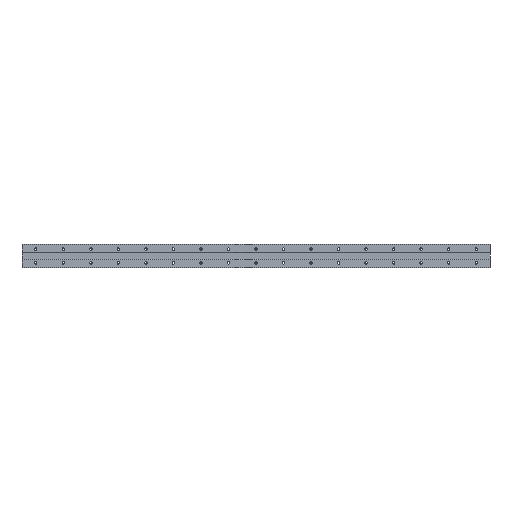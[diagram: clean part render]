
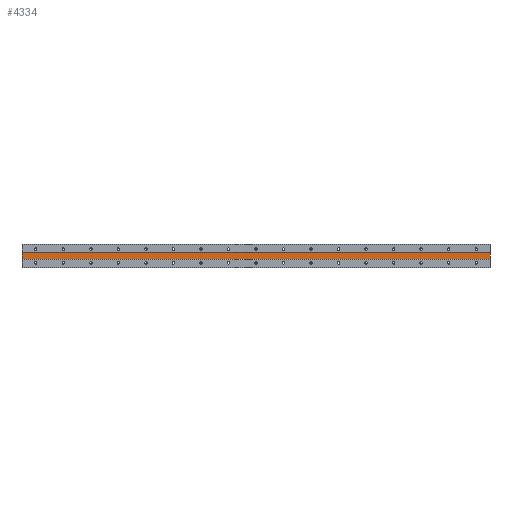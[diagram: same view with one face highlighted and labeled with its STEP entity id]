
A CAD part, front view. The second image highlights one B-rep face of the part: STEP entity #4334.
In plain terms, the highlighted planar face has unit normal (0, -1, 0).
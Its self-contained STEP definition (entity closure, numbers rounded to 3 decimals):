
#18 = CARTESIAN_POINT ( 'NONE',  ( 1320., 1., 34.482 ) ) ;
#25 = CARTESIAN_POINT ( 'NONE',  ( -40., 1., -10. ) ) ;
#29 = CARTESIAN_POINT ( 'NONE',  ( 1320., 1., 10. ) ) ;
#261 = DIRECTION ( 'NONE',  ( 0., 1., 0. ) ) ;
#394 = VECTOR ( 'NONE', #5516, 1000. ) ;
#470 = LINE ( 'NONE', #18, #3189 ) ;
#637 = LINE ( 'NONE', #29, #5571 ) ;
#664 = VERTEX_POINT ( 'NONE', #5260 ) ;
#935 = EDGE_LOOP ( 'NONE', ( #1697, #3628, #6121, #3087 ) ) ;
#1002 = EDGE_CURVE ( 'NONE', #2604, #3539, #470, .T. ) ;
#1051 = LINE ( 'NONE', #5054, #394 ) ;
#1181 = CARTESIAN_POINT ( 'NONE',  ( 1320., 1., 10. ) ) ;
#1516 = DIRECTION ( 'NONE',  ( 1., 0., 0. ) ) ;
#1697 = ORIENTED_EDGE ( 'NONE', *, *, #5175, .T. ) ;
#2252 = CARTESIAN_POINT ( 'NONE',  ( 1320., 1., 10. ) ) ;
#2442 = EDGE_CURVE ( 'NONE', #664, #5299, #1051, .T. ) ;
#2604 = VERTEX_POINT ( 'NONE', #1181 ) ;
#3087 = ORIENTED_EDGE ( 'NONE', *, *, #2442, .T. ) ;
#3189 = VECTOR ( 'NONE', #6332, 1000. ) ;
#3505 = CARTESIAN_POINT ( 'NONE',  ( 1320., 1., -10. ) ) ;
#3508 = CARTESIAN_POINT ( 'NONE',  ( 1320., 1., -10. ) ) ;
#3539 = VERTEX_POINT ( 'NONE', #3508 ) ;
#3628 = ORIENTED_EDGE ( 'NONE', *, *, #1002, .F. ) ;
#4126 = DIRECTION ( 'NONE',  ( 0., 0., 1. ) ) ;
#4334 = ADVANCED_FACE ( 'NONE', ( #4670 ), #6090, .F. ) ;
#4670 = FACE_OUTER_BOUND ( 'NONE', #935, .T. ) ;
#4974 = DIRECTION ( 'NONE',  ( 1., 0., 0. ) ) ;
#5054 = CARTESIAN_POINT ( 'NONE',  ( -40., 1., 34.482 ) ) ;
#5175 = EDGE_CURVE ( 'NONE', #5299, #3539, #5977, .T. ) ;
#5260 = CARTESIAN_POINT ( 'NONE',  ( -40., 1., 10. ) ) ;
#5299 = VERTEX_POINT ( 'NONE', #25 ) ;
#5363 = EDGE_CURVE ( 'NONE', #664, #2604, #637, .T. ) ;
#5464 = VECTOR ( 'NONE', #4974, 1000. ) ;
#5516 = DIRECTION ( 'NONE',  ( 0., 0., -1. ) ) ;
#5571 = VECTOR ( 'NONE', #1516, 1000. ) ;
#5977 = LINE ( 'NONE', #3505, #5464 ) ;
#6077 = AXIS2_PLACEMENT_3D ( 'NONE', #2252, #261, #4126 ) ;
#6090 = PLANE ( 'NONE',  #6077 ) ;
#6121 = ORIENTED_EDGE ( 'NONE', *, *, #5363, .F. ) ;
#6332 = DIRECTION ( 'NONE',  ( 0., 0., -1. ) ) ;
